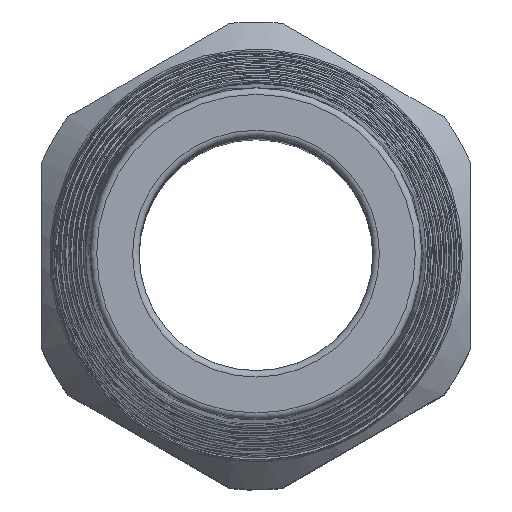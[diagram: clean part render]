
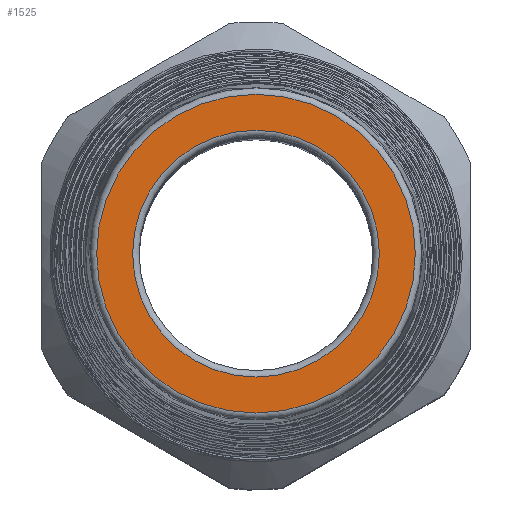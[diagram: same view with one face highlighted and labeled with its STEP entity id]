
A CAD part, top view. The second image highlights one B-rep face of the part: STEP entity #1525.
In plain terms, the highlighted planar face has unit normal (0, 0, 1).
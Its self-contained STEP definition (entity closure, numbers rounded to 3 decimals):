
#342=PLANE('',#1640);
#437=FACE_BOUND('',#561,.T.);
#464=FACE_OUTER_BOUND('',#560,.T.);
#560=EDGE_LOOP('',(#1158));
#561=EDGE_LOOP('',(#1159));
#647=CIRCLE('',#1626,9.5);
#657=CIRCLE('',#1641,12.267);
#712=VERTEX_POINT('',#41966);
#727=VERTEX_POINT('',#42002);
#876=EDGE_CURVE('',#712,#712,#647,.T.);
#892=EDGE_CURVE('',#727,#727,#657,.T.);
#1158=ORIENTED_EDGE('',*,*,#892,.T.);
#1159=ORIENTED_EDGE('',*,*,#876,.T.);
#1525=ADVANCED_FACE('',(#464,#437),#342,.T.);
#1626=AXIS2_PLACEMENT_3D('',#41967,#1796,#1797);
#1640=AXIS2_PLACEMENT_3D('',#42001,#1830,#1831);
#1641=AXIS2_PLACEMENT_3D('',#42003,#1832,#1833);
#1796=DIRECTION('center_axis',(0.,0.,-1.));
#1797=DIRECTION('ref_axis',(1.,0.,0.));
#1830=DIRECTION('center_axis',(0.,0.,1.));
#1831=DIRECTION('ref_axis',(1.,0.,0.));
#1832=DIRECTION('center_axis',(0.,0.,1.));
#1833=DIRECTION('ref_axis',(1.,0.,0.));
#41966=CARTESIAN_POINT('',(9.5,0.,132.5));
#41967=CARTESIAN_POINT('Origin',(0.,0.,132.5));
#42001=CARTESIAN_POINT('Origin',(0.,0.,132.5));
#42002=CARTESIAN_POINT('',(12.267,0.,132.5));
#42003=CARTESIAN_POINT('Origin',(0.,0.,132.5));
